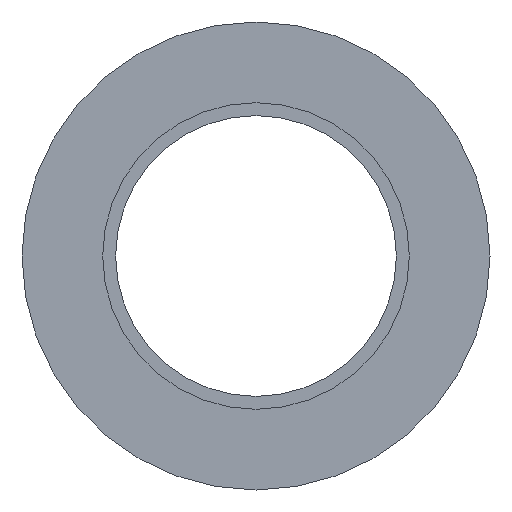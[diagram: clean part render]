
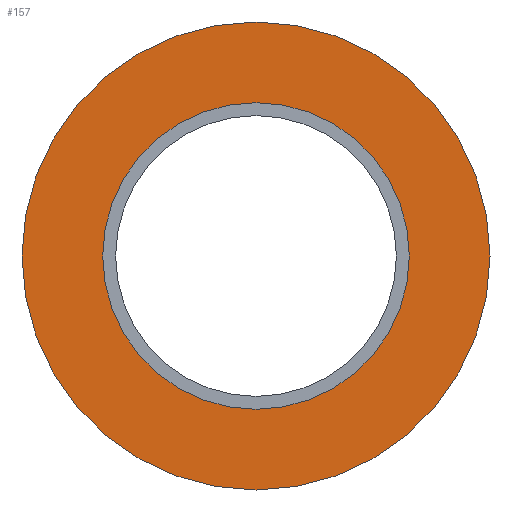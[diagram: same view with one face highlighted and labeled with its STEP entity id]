
A CAD part, front view. The second image highlights one B-rep face of the part: STEP entity #157.
In plain terms, the highlighted planar face has unit normal (0, -1, 0).
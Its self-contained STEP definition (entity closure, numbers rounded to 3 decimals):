
#17=FACE_BOUND('',#40,.T.);
#20=PLANE('',#201);
#29=FACE_OUTER_BOUND('',#39,.T.);
#39=EDGE_LOOP('',(#142,#143));
#40=EDGE_LOOP('',(#144,#145));
#53=CIRCLE('',#181,20.);
#54=CIRCLE('',#182,20.);
#65=CIRCLE('',#199,13.1);
#66=CIRCLE('',#200,13.1);
#69=VERTEX_POINT('',#263);
#70=VERTEX_POINT('',#265);
#81=VERTEX_POINT('',#297);
#82=VERTEX_POINT('',#299);
#86=EDGE_CURVE('',#69,#70,#53,.T.);
#87=EDGE_CURVE('',#70,#69,#54,.T.);
#102=EDGE_CURVE('',#82,#81,#65,.T.);
#103=EDGE_CURVE('',#81,#82,#66,.T.);
#142=ORIENTED_EDGE('',*,*,#87,.F.);
#143=ORIENTED_EDGE('',*,*,#86,.F.);
#144=ORIENTED_EDGE('',*,*,#102,.T.);
#145=ORIENTED_EDGE('',*,*,#103,.T.);
#157=ADVANCED_FACE('',(#29,#17),#20,.T.);
#181=AXIS2_PLACEMENT_3D('',#266,#211,#212);
#182=AXIS2_PLACEMENT_3D('',#267,#213,#214);
#199=AXIS2_PLACEMENT_3D('',#300,#251,#252);
#200=AXIS2_PLACEMENT_3D('',#301,#253,#254);
#201=AXIS2_PLACEMENT_3D('',#302,#255,#256);
#211=DIRECTION('center_axis',(0.,1.,0.));
#212=DIRECTION('ref_axis',(1.,0.,0.));
#213=DIRECTION('center_axis',(0.,1.,0.));
#214=DIRECTION('ref_axis',(1.,0.,0.));
#251=DIRECTION('center_axis',(0.,1.,0.));
#252=DIRECTION('ref_axis',(1.,0.,0.));
#253=DIRECTION('center_axis',(0.,1.,0.));
#254=DIRECTION('ref_axis',(1.,0.,0.));
#255=DIRECTION('center_axis',(0.,-1.,0.));
#256=DIRECTION('ref_axis',(0.,0.,-1.));
#263=CARTESIAN_POINT('',(20.,0.,0.));
#265=CARTESIAN_POINT('',(-20.,0.,0.));
#266=CARTESIAN_POINT('Origin',(0.,0.,0.));
#267=CARTESIAN_POINT('Origin',(0.,0.,0.));
#297=CARTESIAN_POINT('',(13.1,0.,0.));
#299=CARTESIAN_POINT('',(-13.1,0.,0.));
#300=CARTESIAN_POINT('Origin',(0.,0.,0.));
#301=CARTESIAN_POINT('Origin',(0.,0.,0.));
#302=CARTESIAN_POINT('Origin',(-20.,0.,0.));
